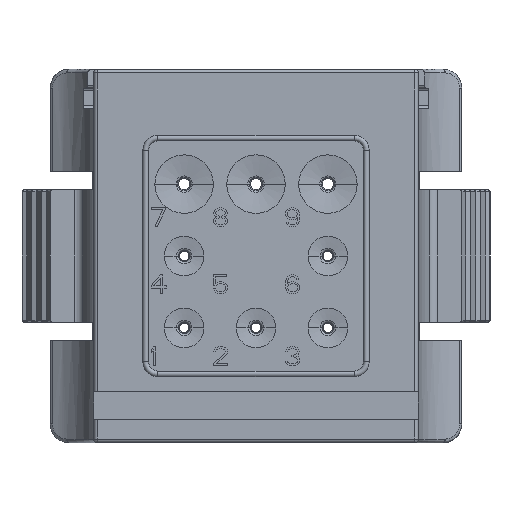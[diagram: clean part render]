
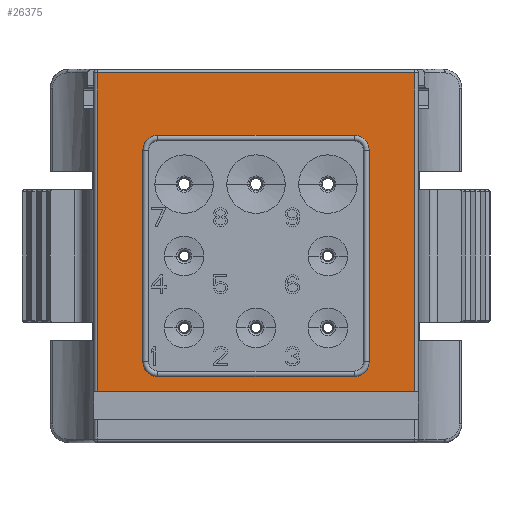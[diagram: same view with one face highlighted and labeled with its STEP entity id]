
A CAD part, front view. The second image highlights one B-rep face of the part: STEP entity #26375.
In plain terms, the highlighted planar face has unit normal (0, -1, 0).
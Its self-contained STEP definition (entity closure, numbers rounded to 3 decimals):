
#2652=DIRECTION('',(0.,0.,-1.));
#2653=VECTOR('',#2652,16.9);
#2654=CARTESIAN_POINT('',(-8.4,-1.6,9.7));
#2655=LINE('',#2654,#2653);
#2676=DIRECTION('',(-1.,0.,0.));
#2677=VECTOR('',#2676,16.8);
#2678=CARTESIAN_POINT('',(8.4,-1.6,-7.2));
#2679=LINE('',#2678,#2677);
#2680=DIRECTION('',(0.,0.,-1.));
#2681=VECTOR('',#2680,11.2);
#2682=CARTESIAN_POINT('',(6.,-1.6,5.6));
#2683=LINE('',#2682,#2681);
#2684=CARTESIAN_POINT('',(5.2,-1.6,5.6));
#2685=DIRECTION('',(0.,1.,0.));
#2686=DIRECTION('',(0.,0.,1.));
#2687=AXIS2_PLACEMENT_3D('',#2684,#2685,#2686);
#2689=DIRECTION('',(1.,0.,0.));
#2690=VECTOR('',#2689,10.4);
#2691=CARTESIAN_POINT('',(-5.2,-1.6,6.4));
#2692=LINE('',#2691,#2690);
#2693=CARTESIAN_POINT('',(-5.2,-1.6,5.6));
#2694=DIRECTION('',(0.,1.,0.));
#2695=DIRECTION('',(-1.,0.,0.));
#2696=AXIS2_PLACEMENT_3D('',#2693,#2694,#2695);
#2698=DIRECTION('',(0.,0.,1.));
#2699=VECTOR('',#2698,11.2);
#2700=CARTESIAN_POINT('',(-6.,-1.6,-5.6));
#2701=LINE('',#2700,#2699);
#2702=CARTESIAN_POINT('',(-5.2,-1.6,-5.6));
#2703=DIRECTION('',(0.,1.,0.));
#2704=DIRECTION('',(0.,0.,-1.));
#2705=AXIS2_PLACEMENT_3D('',#2702,#2703,#2704);
#2707=DIRECTION('',(-1.,0.,0.));
#2708=VECTOR('',#2707,10.4);
#2709=CARTESIAN_POINT('',(5.2,-1.6,-6.4));
#2710=LINE('',#2709,#2708);
#2711=CARTESIAN_POINT('',(5.2,-1.6,-5.6));
#2712=DIRECTION('',(0.,1.,0.));
#2713=DIRECTION('',(1.,0.,0.));
#2714=AXIS2_PLACEMENT_3D('',#2711,#2712,#2713);
#2716=DIRECTION('',(-1.,0.,0.));
#2717=VECTOR('',#2716,16.8);
#2718=CARTESIAN_POINT('',(8.4,-1.6,9.7));
#2719=LINE('',#2718,#2717);
#5240=DIRECTION('',(0.,0.,1.));
#5241=VECTOR('',#5240,16.9);
#5242=CARTESIAN_POINT('',(8.4,-1.6,-7.2));
#5243=LINE('',#5242,#5241);
#19247=CARTESIAN_POINT('',(-8.4,-1.6,9.7));
#19248=CARTESIAN_POINT('',(-8.4,-1.6,-7.2));
#19249=VERTEX_POINT('',#19247);
#19250=VERTEX_POINT('',#19248);
#19255=CARTESIAN_POINT('',(8.4,-1.6,9.7));
#19256=VERTEX_POINT('',#19255);
#19261=CARTESIAN_POINT('',(8.4,-1.6,-7.2));
#19262=VERTEX_POINT('',#19261);
#21402=CARTESIAN_POINT('',(6.,-1.6,5.6));
#21403=CARTESIAN_POINT('',(6.,-1.6,-5.6));
#21404=VERTEX_POINT('',#21402);
#21405=VERTEX_POINT('',#21403);
#21406=CARTESIAN_POINT('',(5.2,-1.6,-6.4));
#21407=VERTEX_POINT('',#21406);
#21408=CARTESIAN_POINT('',(-5.2,-1.6,-6.4));
#21409=VERTEX_POINT('',#21408);
#21410=CARTESIAN_POINT('',(-6.,-1.6,-5.6));
#21411=VERTEX_POINT('',#21410);
#21412=CARTESIAN_POINT('',(-6.,-1.6,5.6));
#21413=VERTEX_POINT('',#21412);
#21414=CARTESIAN_POINT('',(-5.2,-1.6,6.4));
#21415=VERTEX_POINT('',#21414);
#21416=CARTESIAN_POINT('',(5.2,-1.6,6.4));
#21417=VERTEX_POINT('',#21416);
#26344=CARTESIAN_POINT('',(-7.1,-1.6,7.3));
#26345=DIRECTION('',(0.,-1.,0.));
#26346=DIRECTION('',(1.,0.,0.));
#26347=AXIS2_PLACEMENT_3D('',#26344,#26345,#26346);
#26348=PLANE('',#26347);
#26349=ORIENTED_EDGE('',*,*,#26335,.F.);
#26351=ORIENTED_EDGE('',*,*,#26350,.F.);
#26353=ORIENTED_EDGE('',*,*,#26352,.F.);
#26354=ORIENTED_EDGE('',*,*,#26319,.T.);
#26355=EDGE_LOOP('',(#26349,#26351,#26353,#26354));
#26356=FACE_OUTER_BOUND('',#26355,.F.);
#26358=ORIENTED_EDGE('',*,*,#26357,.F.);
#26360=ORIENTED_EDGE('',*,*,#26359,.F.);
#26362=ORIENTED_EDGE('',*,*,#26361,.F.);
#26364=ORIENTED_EDGE('',*,*,#26363,.F.);
#26366=ORIENTED_EDGE('',*,*,#26365,.F.);
#26368=ORIENTED_EDGE('',*,*,#26367,.F.);
#26370=ORIENTED_EDGE('',*,*,#26369,.F.);
#26372=ORIENTED_EDGE('',*,*,#26371,.F.);
#26373=EDGE_LOOP('',(#26358,#26360,#26362,#26364,#26366,#26368,#26370,#26372));
#26374=FACE_BOUND('',#26373,.F.);
#26375=ADVANCED_FACE('',(#26356,#26374),#26348,.T.);
#2688=CIRCLE('',#2687,0.8);
#2697=CIRCLE('',#2696,0.8);
#2706=CIRCLE('',#2705,0.8);
#2715=CIRCLE('',#2714,0.8);
#26319=EDGE_CURVE('',#19262,#19250,#2679,.T.);
#26335=EDGE_CURVE('',#19249,#19250,#2655,.T.);
#26350=EDGE_CURVE('',#19256,#19249,#2719,.T.);
#26352=EDGE_CURVE('',#19262,#19256,#5243,.T.);
#26357=EDGE_CURVE('',#21404,#21405,#2683,.T.);
#26359=EDGE_CURVE('',#21417,#21404,#2688,.T.);
#26361=EDGE_CURVE('',#21415,#21417,#2692,.T.);
#26363=EDGE_CURVE('',#21413,#21415,#2697,.T.);
#26365=EDGE_CURVE('',#21411,#21413,#2701,.T.);
#26367=EDGE_CURVE('',#21409,#21411,#2706,.T.);
#26369=EDGE_CURVE('',#21407,#21409,#2710,.T.);
#26371=EDGE_CURVE('',#21405,#21407,#2715,.T.);
